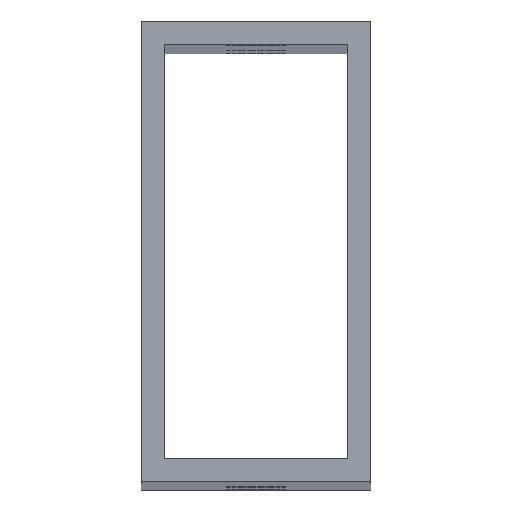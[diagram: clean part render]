
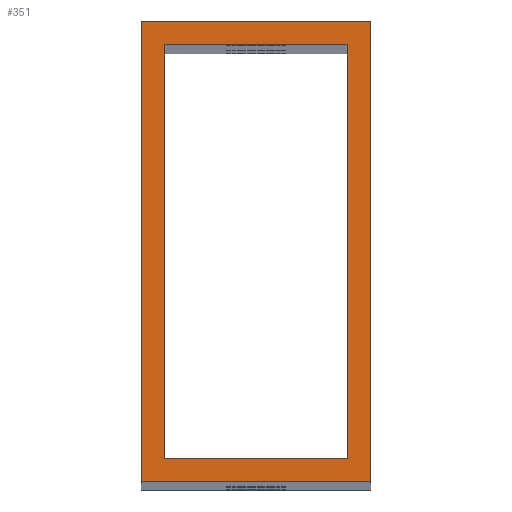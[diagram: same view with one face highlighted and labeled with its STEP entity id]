
A CAD part, top view. The second image highlights one B-rep face of the part: STEP entity #351.
In plain terms, the highlighted planar face has unit normal (0, 0, 1).
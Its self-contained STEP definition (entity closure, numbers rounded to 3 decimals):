
#19 = ORIENTED_EDGE ( 'NONE', *, *, #1099, .T. ) ;
#45 = DIRECTION ( 'NONE',  ( 0., -1., 0. ) ) ;
#177 = CARTESIAN_POINT ( 'NONE',  ( 93., 38., 342.5 ) ) ;
#184 = DIRECTION ( 'NONE',  ( 1., 0., 0. ) ) ;
#197 = CARTESIAN_POINT ( 'NONE',  ( 0., 2., 342.5 ) ) ;
#230 = VECTOR ( 'NONE', #1915, 1000. ) ;
#252 = DIRECTION ( 'NONE',  ( 1., 0., 0. ) ) ;
#270 = DIRECTION ( 'NONE',  ( 0., -1., 0. ) ) ;
#289 = VERTEX_POINT ( 'NONE', #2857 ) ;
#351 = ADVANCED_FACE ( 'NONE', ( #2657, #1395 ), #2670, .F. ) ;
#395 = CARTESIAN_POINT ( 'NONE',  ( 111., 0., 342.5 ) ) ;
#423 = LINE ( 'NONE', #2389, #1469 ) ;
#450 = CARTESIAN_POINT ( 'NONE',  ( 109., 2., 342.5 ) ) ;
#468 = CARTESIAN_POINT ( 'NONE',  ( 111., 40., 342.5 ) ) ;
#471 = LINE ( 'NONE', #2472, #3106 ) ;
#594 = CARTESIAN_POINT ( 'NONE',  ( 93., 2., 342.5 ) ) ;
#611 = CARTESIAN_POINT ( 'NONE',  ( 111., 40., 342.5 ) ) ;
#617 = EDGE_CURVE ( 'NONE', #1370, #289, #791, .T. ) ;
#670 = VERTEX_POINT ( 'NONE', #395 ) ;
#720 = VERTEX_POINT ( 'NONE', #3128 ) ;
#791 = LINE ( 'NONE', #1596, #825 ) ;
#802 = DIRECTION ( 'NONE',  ( 1., 0., 0. ) ) ;
#819 = EDGE_LOOP ( 'NONE', ( #2352, #2601, #3083, #19 ) ) ;
#825 = VECTOR ( 'NONE', #802, 1000. ) ;
#871 = VERTEX_POINT ( 'NONE', #1590 ) ;
#914 = EDGE_CURVE ( 'NONE', #1370, #2701, #1189, .T. ) ;
#938 = CARTESIAN_POINT ( 'NONE',  ( 111., 0., 342.5 ) ) ;
#1020 = EDGE_CURVE ( 'NONE', #2701, #3136, #2402, .T. ) ;
#1099 = EDGE_CURVE ( 'NONE', #289, #3136, #471, .T. ) ;
#1144 = ORIENTED_EDGE ( 'NONE', *, *, #2858, .F. ) ;
#1150 = EDGE_LOOP ( 'NONE', ( #2153, #1499, #1144, #2954 ) ) ;
#1154 = VECTOR ( 'NONE', #270, 1000. ) ;
#1158 = DIRECTION ( 'NONE',  ( -1., 0., 0. ) ) ;
#1189 = LINE ( 'NONE', #2158, #2640 ) ;
#1280 = CARTESIAN_POINT ( 'NONE',  ( 91., 40., 342.5 ) ) ;
#1370 = VERTEX_POINT ( 'NONE', #177 ) ;
#1395 = FACE_BOUND ( 'NONE', #819, .T. ) ;
#1469 = VECTOR ( 'NONE', #184, 1000. ) ;
#1499 = ORIENTED_EDGE ( 'NONE', *, *, #2951, .F. ) ;
#1530 = EDGE_CURVE ( 'NONE', #2750, #871, #2938, .T. ) ;
#1590 = CARTESIAN_POINT ( 'NONE',  ( 91., 0., 342.5 ) ) ;
#1596 = CARTESIAN_POINT ( 'NONE',  ( 0., 38., 342.5 ) ) ;
#1597 = DIRECTION ( 'NONE',  ( 0., -1., 0. ) ) ;
#1815 = VECTOR ( 'NONE', #1597, 1000. ) ;
#1846 = AXIS2_PLACEMENT_3D ( 'NONE', #468, #3084, #1158 ) ;
#1915 = DIRECTION ( 'NONE',  ( 1., 0., 0. ) ) ;
#1948 = EDGE_CURVE ( 'NONE', #871, #670, #2454, .T. ) ;
#2153 = ORIENTED_EDGE ( 'NONE', *, *, #1948, .T. ) ;
#2158 = CARTESIAN_POINT ( 'NONE',  ( 93., 40., 342.5 ) ) ;
#2352 = ORIENTED_EDGE ( 'NONE', *, *, #1020, .F. ) ;
#2389 = CARTESIAN_POINT ( 'NONE',  ( 111., 40., 342.5 ) ) ;
#2402 = LINE ( 'NONE', #197, #230 ) ;
#2454 = LINE ( 'NONE', #938, #2892 ) ;
#2472 = CARTESIAN_POINT ( 'NONE',  ( 109., 40., 342.5 ) ) ;
#2601 = ORIENTED_EDGE ( 'NONE', *, *, #914, .F. ) ;
#2640 = VECTOR ( 'NONE', #2913, 1000. ) ;
#2657 = FACE_OUTER_BOUND ( 'NONE', #1150, .T. ) ;
#2670 = PLANE ( 'NONE',  #1846 ) ;
#2701 = VERTEX_POINT ( 'NONE', #594 ) ;
#2750 = VERTEX_POINT ( 'NONE', #1280 ) ;
#2857 = CARTESIAN_POINT ( 'NONE',  ( 109., 38., 342.5 ) ) ;
#2858 = EDGE_CURVE ( 'NONE', #2750, #720, #423, .T. ) ;
#2892 = VECTOR ( 'NONE', #252, 1000. ) ;
#2913 = DIRECTION ( 'NONE',  ( 0., -1., 0. ) ) ;
#2938 = LINE ( 'NONE', #3184, #1154 ) ;
#2951 = EDGE_CURVE ( 'NONE', #720, #670, #3061, .T. ) ;
#2954 = ORIENTED_EDGE ( 'NONE', *, *, #1530, .T. ) ;
#3061 = LINE ( 'NONE', #611, #1815 ) ;
#3083 = ORIENTED_EDGE ( 'NONE', *, *, #617, .T. ) ;
#3084 = DIRECTION ( 'NONE',  ( 0., 0., -1. ) ) ;
#3106 = VECTOR ( 'NONE', #45, 1000. ) ;
#3128 = CARTESIAN_POINT ( 'NONE',  ( 111., 40., 342.5 ) ) ;
#3136 = VERTEX_POINT ( 'NONE', #450 ) ;
#3184 = CARTESIAN_POINT ( 'NONE',  ( 91., 40., 342.5 ) ) ;
